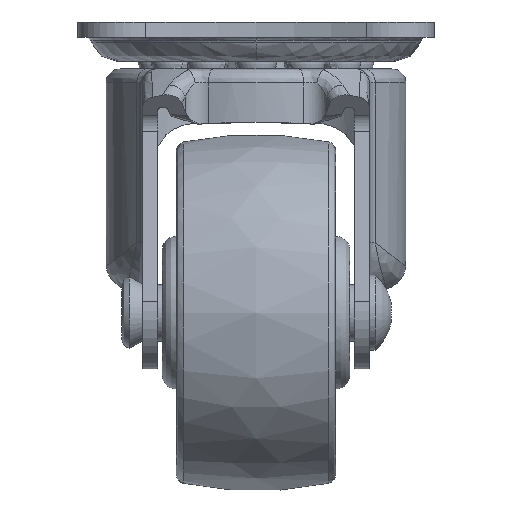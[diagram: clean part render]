
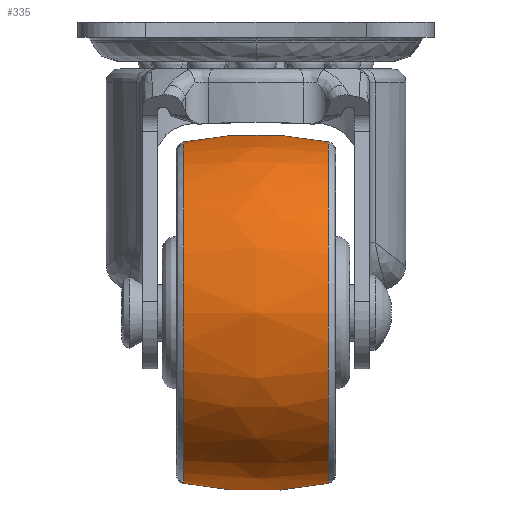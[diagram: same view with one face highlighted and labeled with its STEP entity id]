
A CAD part, left-side view. The second image highlights one B-rep face of the part: STEP entity #335.
In plain terms, the highlighted free-form (B-spline) face has degree [2, 2] with [3, 5] control points.
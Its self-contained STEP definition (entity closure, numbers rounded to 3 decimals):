
#335=ADVANCED_FACE('',(#1606),#1605,.T.);
#1605=( BOUNDED_SURFACE() B_SPLINE_SURFACE( 2,2,((#4538,#4539,#4540,#4541,#4542),(#4543,#4544,#4545,#4546,#4547),(#4548,#4549,#4550,#4551,#4552)), .UNSPECIFIED.,.F.,.F.,.F.) B_SPLINE_SURFACE_WITH_KNOTS((3,3),(3,2,3),(-0.204,0.204),(3.142,4.712,6.283), .UNSPECIFIED. ) GEOMETRIC_REPRESENTATION_ITEM() RATIONAL_B_SPLINE_SURFACE(((1.,0.707,1.,0.707,1.),(0.979,0.692,0.979,0.692,0.979),(1.,0.707,1.,0.707,1.))) REPRESENTATION_ITEM('') SURFACE() );
#1606=FACE_OUTER_BOUND('',#4553,.T.);
#4538=CARTESIAN_POINT('',(-13.,7.703,-49.211));
#4539=CARTESIAN_POINT('',(-31.211,7.703,-49.211));
#4540=CARTESIAN_POINT('',(-31.211,7.703,-31.));
#4541=CARTESIAN_POINT('',(-31.211,7.703,-12.789));
#4542=CARTESIAN_POINT('',(-13.,7.703,-12.789));
#4543=CARTESIAN_POINT('',(-13.,0.,-50.806));
#4544=CARTESIAN_POINT('',(-32.806,0.,-50.806));
#4545=CARTESIAN_POINT('',(-32.806,0.,-31.));
#4546=CARTESIAN_POINT('',(-32.806,0.,-11.195));
#4547=CARTESIAN_POINT('',(-13.,0.,-11.195));
#4548=CARTESIAN_POINT('',(-13.,-7.703,-49.211));
#4549=CARTESIAN_POINT('',(-31.211,-7.703,-49.211));
#4550=CARTESIAN_POINT('',(-31.211,-7.703,-31.));
#4551=CARTESIAN_POINT('',(-31.211,-7.703,-12.789));
#4552=CARTESIAN_POINT('',(-13.,-7.703,-12.789));
#4553=EDGE_LOOP('',(#6227,#6228,#6229,#6230));
#6227=ORIENTED_EDGE('',*,*,#7137,.F.);
#6228=ORIENTED_EDGE('',*,*,#7134,.F.);
#6229=ORIENTED_EDGE('',*,*,#7130,.T.);
#6230=ORIENTED_EDGE('',*,*,#7136,.T.);
#7130=EDGE_CURVE('',#9337,#9338,#9339,.T.);
#7134=EDGE_CURVE('',#9337,#9363,#9364,.T.);
#7136=EDGE_CURVE('',#9338,#9370,#9377,.T.);
#7137=EDGE_CURVE('',#9363,#9370,#9383,.T.);
#9337=VERTEX_POINT('',#13072);
#9338=VERTEX_POINT('',#13073);
#9339=CIRCLE('',#13077,18.211);
#9363=VERTEX_POINT('',#13088);
#9364=(BOUNDED_CURVE() B_SPLINE_CURVE(2,(#13089,#13090,#13091),.UNSPECIFIED.,.F.,.F.) B_SPLINE_CURVE_WITH_KNOTS((3,3),(-0.204,0.204),.UNSPECIFIED.) CURVE() GEOMETRIC_REPRESENTATION_ITEM() RATIONAL_B_SPLINE_CURVE((1.,0.979,1.)) REPRESENTATION_ITEM('') );
#9370=VERTEX_POINT('',#13092);
#9377=(BOUNDED_CURVE() B_SPLINE_CURVE(2,(#13097,#13098,#13099),.UNSPECIFIED.,.F.,.F.) B_SPLINE_CURVE_WITH_KNOTS((3,3),(-0.204,0.204),.UNSPECIFIED.) CURVE() GEOMETRIC_REPRESENTATION_ITEM() RATIONAL_B_SPLINE_CURVE((1.,0.979,1.)) REPRESENTATION_ITEM('') );
#9383=CIRCLE('',#13103,18.211);
#13072=CARTESIAN_POINT('',(-13.,7.703,-12.789));
#13073=CARTESIAN_POINT('',(-13.,7.703,-49.211));
#13074=CARTESIAN_POINT('',(-13.,7.703,-31.));
#13075=DIRECTION('',(0.,-1.,0.));
#13076=DIRECTION('',(0.,0.,-1.));
#13077=AXIS2_PLACEMENT_3D('',#13074,#13075,#13076);
#13088=CARTESIAN_POINT('',(-13.,-7.703,-12.789));
#13089=CARTESIAN_POINT('',(-13.,7.703,-12.789));
#13090=CARTESIAN_POINT('',(-13.,0.,-11.195));
#13091=CARTESIAN_POINT('',(-13.,-7.703,-12.789));
#13092=CARTESIAN_POINT('',(-13.,-7.703,-49.211));
#13097=CARTESIAN_POINT('',(-13.,7.703,-49.211));
#13098=CARTESIAN_POINT('',(-13.,0.,-50.806));
#13099=CARTESIAN_POINT('',(-13.,-7.703,-49.211));
#13100=CARTESIAN_POINT('',(-13.,-7.703,-31.));
#13101=DIRECTION('',(0.,-1.,0.));
#13102=DIRECTION('',(0.,0.,-1.));
#13103=AXIS2_PLACEMENT_3D('',#13100,#13101,#13102);
